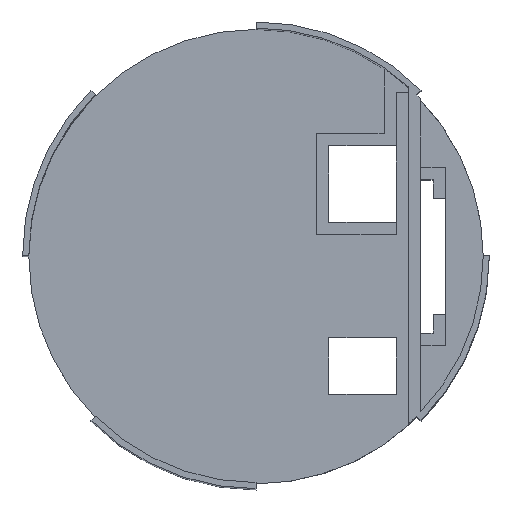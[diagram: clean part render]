
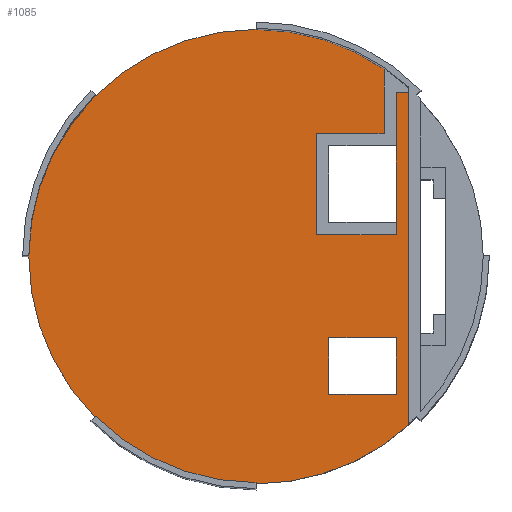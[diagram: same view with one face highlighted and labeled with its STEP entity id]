
A CAD part, top view. The second image highlights one B-rep face of the part: STEP entity #1085.
In plain terms, the highlighted planar face has unit normal (0, 0, 1).
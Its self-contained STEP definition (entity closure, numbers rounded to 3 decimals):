
#27=FACE_BOUND('',#125,.T.);
#32=CIRCLE('',#1158,37.1);
#33=CIRCLE('',#1159,37.1);
#34=CIRCLE('',#1160,37.1);
#35=CIRCLE('',#1161,37.1);
#36=CIRCLE('',#1162,37.1);
#37=CIRCLE('',#1163,37.1);
#67=FACE_OUTER_BOUND('',#124,.T.);
#124=EDGE_LOOP('',(#755,#756,#757,#758,#759,#760,#761,#762,#763,#764,#765,
#766,#767,#768,#769));
#125=EDGE_LOOP('',(#770,#771,#772,#773));
#176=LINE('',#1539,#310);
#180=LINE('',#1547,#314);
#183=LINE('',#1553,#317);
#186=LINE('',#1559,#320);
#189=LINE('',#1565,#323);
#192=LINE('',#1572,#326);
#196=LINE('',#1580,#330);
#203=LINE('',#1595,#337);
#207=LINE('',#1602,#341);
#208=LINE('',#1616,#342);
#209=LINE('',#1618,#343);
#210=LINE('',#1620,#344);
#211=LINE('',#1621,#345);
#310=VECTOR('',#1235,10.);
#314=VECTOR('',#1241,10.);
#317=VECTOR('',#1246,10.);
#320=VECTOR('',#1251,10.);
#323=VECTOR('',#1256,10.);
#326=VECTOR('',#1261,10.);
#330=VECTOR('',#1267,10.);
#337=VECTOR('',#1280,10.);
#341=VECTOR('',#1286,10.);
#342=VECTOR('',#1299,10.);
#343=VECTOR('',#1300,10.);
#344=VECTOR('',#1301,10.);
#345=VECTOR('',#1302,10.);
#444=VERTEX_POINT('',#1537);
#445=VERTEX_POINT('',#1538);
#448=VERTEX_POINT('',#1546);
#450=VERTEX_POINT('',#1552);
#452=VERTEX_POINT('',#1558);
#454=VERTEX_POINT('',#1564);
#456=VERTEX_POINT('',#1570);
#457=VERTEX_POINT('',#1571);
#460=VERTEX_POINT('',#1579);
#465=VERTEX_POINT('',#1594);
#468=VERTEX_POINT('',#1603);
#469=VERTEX_POINT('',#1605);
#470=VERTEX_POINT('',#1607);
#471=VERTEX_POINT('',#1609);
#472=VERTEX_POINT('',#1611);
#473=VERTEX_POINT('',#1614);
#474=VERTEX_POINT('',#1615);
#475=VERTEX_POINT('',#1617);
#476=VERTEX_POINT('',#1619);
#548=EDGE_CURVE('',#444,#445,#176,.T.);
#552=EDGE_CURVE('',#448,#444,#180,.T.);
#555=EDGE_CURVE('',#450,#448,#183,.T.);
#558=EDGE_CURVE('',#452,#450,#186,.T.);
#561=EDGE_CURVE('',#454,#452,#189,.T.);
#564=EDGE_CURVE('',#456,#457,#192,.T.);
#568=EDGE_CURVE('',#457,#460,#196,.T.);
#576=EDGE_CURVE('',#456,#465,#203,.T.);
#580=EDGE_CURVE('',#460,#454,#207,.T.);
#581=EDGE_CURVE('',#468,#445,#32,.T.);
#582=EDGE_CURVE('',#468,#469,#33,.T.);
#583=EDGE_CURVE('',#469,#470,#34,.T.);
#584=EDGE_CURVE('',#470,#471,#35,.T.);
#585=EDGE_CURVE('',#471,#472,#36,.T.);
#586=EDGE_CURVE('',#472,#465,#37,.T.);
#587=EDGE_CURVE('',#473,#474,#208,.T.);
#588=EDGE_CURVE('',#474,#475,#209,.T.);
#589=EDGE_CURVE('',#475,#476,#210,.T.);
#590=EDGE_CURVE('',#476,#473,#211,.T.);
#755=ORIENTED_EDGE('',*,*,#564,.T.);
#756=ORIENTED_EDGE('',*,*,#568,.T.);
#757=ORIENTED_EDGE('',*,*,#580,.T.);
#758=ORIENTED_EDGE('',*,*,#561,.T.);
#759=ORIENTED_EDGE('',*,*,#558,.T.);
#760=ORIENTED_EDGE('',*,*,#555,.T.);
#761=ORIENTED_EDGE('',*,*,#552,.T.);
#762=ORIENTED_EDGE('',*,*,#548,.T.);
#763=ORIENTED_EDGE('',*,*,#581,.F.);
#764=ORIENTED_EDGE('',*,*,#582,.T.);
#765=ORIENTED_EDGE('',*,*,#583,.T.);
#766=ORIENTED_EDGE('',*,*,#584,.T.);
#767=ORIENTED_EDGE('',*,*,#585,.T.);
#768=ORIENTED_EDGE('',*,*,#586,.T.);
#769=ORIENTED_EDGE('',*,*,#576,.F.);
#770=ORIENTED_EDGE('',*,*,#587,.T.);
#771=ORIENTED_EDGE('',*,*,#588,.T.);
#772=ORIENTED_EDGE('',*,*,#589,.T.);
#773=ORIENTED_EDGE('',*,*,#590,.T.);
#1040=PLANE('',#1157);
#1085=ADVANCED_FACE('',(#67,#27),#1040,.T.);
#1157=AXIS2_PLACEMENT_3D('',#1601,#1284,#1285);
#1158=AXIS2_PLACEMENT_3D('',#1604,#1287,#1288);
#1159=AXIS2_PLACEMENT_3D('',#1606,#1289,#1290);
#1160=AXIS2_PLACEMENT_3D('',#1608,#1291,#1292);
#1161=AXIS2_PLACEMENT_3D('',#1610,#1293,#1294);
#1162=AXIS2_PLACEMENT_3D('',#1612,#1295,#1296);
#1163=AXIS2_PLACEMENT_3D('',#1613,#1297,#1298);
#1235=DIRECTION('',(0.,1.,0.));
#1241=DIRECTION('',(1.,0.,0.));
#1246=DIRECTION('',(0.,1.,0.));
#1251=DIRECTION('',(-1.,0.,0.));
#1256=DIRECTION('',(0.,-1.,0.));
#1261=DIRECTION('',(-1.,0.,0.));
#1267=DIRECTION('',(0.,-1.,0.));
#1280=DIRECTION('',(0.,-1.,0.));
#1284=DIRECTION('center_axis',(0.,0.,1.));
#1285=DIRECTION('ref_axis',(1.,0.,0.));
#1286=DIRECTION('',(0.,-1.,0.));
#1287=DIRECTION('center_axis',(0.,0.,-1.));
#1288=DIRECTION('ref_axis',(1.,0.,0.));
#1289=DIRECTION('center_axis',(0.,0.,1.));
#1290=DIRECTION('ref_axis',(1.,0.,0.));
#1291=DIRECTION('center_axis',(0.,0.,1.));
#1292=DIRECTION('ref_axis',(1.,0.,0.));
#1293=DIRECTION('center_axis',(0.,0.,1.));
#1294=DIRECTION('ref_axis',(1.,0.,0.));
#1295=DIRECTION('center_axis',(0.,0.,1.));
#1296=DIRECTION('ref_axis',(1.,0.,0.));
#1297=DIRECTION('center_axis',(0.,0.,1.));
#1298=DIRECTION('ref_axis',(1.,0.,0.));
#1299=DIRECTION('',(0.,-1.,0.));
#1300=DIRECTION('',(-1.,0.,0.));
#1301=DIRECTION('',(0.,1.,0.));
#1302=DIRECTION('',(1.,0.,0.));
#1537=CARTESIAN_POINT('',(20.903,20.08,2.));
#1538=CARTESIAN_POINT('',(20.903,30.651,2.));
#1539=CARTESIAN_POINT('',(20.903,15.325,2.));
#1546=CARTESIAN_POINT('',(9.903,20.08,2.));
#1547=CARTESIAN_POINT('',(7.402,20.08,2.));
#1552=CARTESIAN_POINT('',(9.903,3.58,2.));
#1553=CARTESIAN_POINT('',(9.903,10.04,2.));
#1558=CARTESIAN_POINT('',(22.903,3.58,2.));
#1559=CARTESIAN_POINT('',(1.902,3.58,2.));
#1564=CARTESIAN_POINT('',(22.903,5.58,2.));
#1565=CARTESIAN_POINT('',(22.903,1.79,2.));
#1570=CARTESIAN_POINT('',(24.903,26.75,2.));
#1571=CARTESIAN_POINT('',(22.903,26.75,2.));
#1572=CARTESIAN_POINT('',(8.402,26.75,2.));
#1579=CARTESIAN_POINT('',(22.903,18.08,2.));
#1580=CARTESIAN_POINT('',(22.903,9.04,2.));
#1594=CARTESIAN_POINT('',(24.903,-27.5,2.));
#1595=CARTESIAN_POINT('',(24.903,13.75,2.));
#1601=CARTESIAN_POINT('Origin',(-6.098,0.,2.));
#1602=CARTESIAN_POINT('',(22.903,5.58,2.));
#1603=CARTESIAN_POINT('',(0.,37.1,2.));
#1604=CARTESIAN_POINT('Origin',(0.,0.,2.));
#1605=CARTESIAN_POINT('',(-26.234,26.234,2.));
#1606=CARTESIAN_POINT('Origin',(0.,0.,2.));
#1607=CARTESIAN_POINT('',(-37.1,0.,2.));
#1608=CARTESIAN_POINT('Origin',(0.,0.,2.));
#1609=CARTESIAN_POINT('',(-26.234,-26.234,2.));
#1610=CARTESIAN_POINT('Origin',(0.,0.,2.));
#1611=CARTESIAN_POINT('',(0.,-37.1,2.));
#1612=CARTESIAN_POINT('Origin',(0.,0.,2.));
#1613=CARTESIAN_POINT('Origin',(0.,0.,2.));
#1614=CARTESIAN_POINT('',(22.903,-13.25,2.));
#1615=CARTESIAN_POINT('',(22.903,-22.5,2.));
#1616=CARTESIAN_POINT('',(22.903,-22.5,2.));
#1617=CARTESIAN_POINT('',(11.903,-22.5,2.));
#1618=CARTESIAN_POINT('',(11.903,-22.5,2.));
#1619=CARTESIAN_POINT('',(11.903,-13.25,2.));
#1620=CARTESIAN_POINT('',(11.903,-13.25,2.));
#1621=CARTESIAN_POINT('',(22.903,-13.25,2.));
